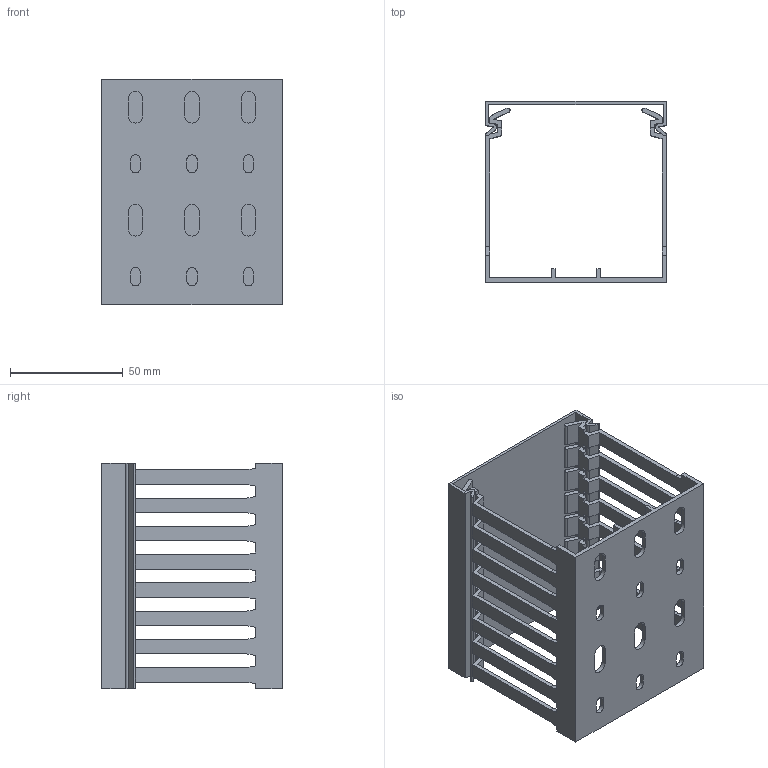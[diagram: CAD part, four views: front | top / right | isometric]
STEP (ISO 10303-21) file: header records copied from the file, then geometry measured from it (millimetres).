
FILE_DESCRIPTION((''),'2;1');
FILE_NAME('HA780080_ASM','2022-04-08T10:13:15',('pfeiferc'),(''),'CREO PARAMETRIC BY PTC INC, 2021184','CREO PARAMETRIC BY PTC INC, 2021184','');
FILE_SCHEMA(('AUTOMOTIVE_DESIGN { 1 0 10303 214 1 1 1 1 }'));
Length unit declared in the file: millimetre
Products named in the file (3): PROXY_12213-M; PROXY_21056-M; HA780080_ASM
Assembly tree (2 placements, depth 2):
  HA780080_ASM
    PROXY_12213-M
    PROXY_21056-M
Bounding box: 80.1 x 80 x 100 mm (x, y, z)
Volume: 51097.5 mm3; surface area: 67874.2 mm2
Topology: 2 solids, 2 shells, 392 faces, 1164 edges, 776 vertices
Faces by surface type: plane 330, cylinder 62
Entity records: 18347 total; most frequent: CARTESIAN_POINT 2487, ORIENTED_EDGE 2328, DIRECTION 2302, EDGE_CURVE 1164, PRESENTATION_STYLE_ASSIGNMENT 1120, STYLED_ITEM 1120, CURVE_STYLE 1119, VECTOR 1051
